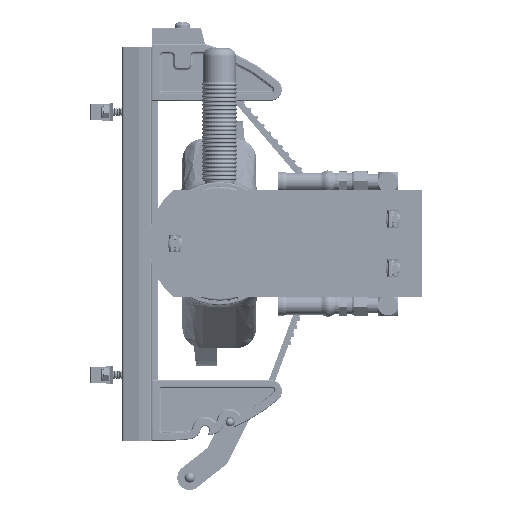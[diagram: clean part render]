
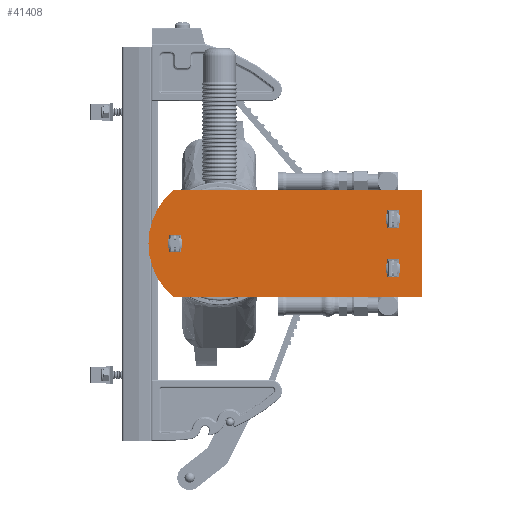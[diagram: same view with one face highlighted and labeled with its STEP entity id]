
A CAD part, front view. The second image highlights one B-rep face of the part: STEP entity #41408.
In plain terms, the highlighted planar face has unit normal (0, -1, 0).
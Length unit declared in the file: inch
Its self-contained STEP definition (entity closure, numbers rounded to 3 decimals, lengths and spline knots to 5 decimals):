
#2493 = CIRCLE ( 'NONE', #100724, 0.133 ) ;
#3448 = ORIENTED_EDGE ( 'NONE', *, *, #111844, .F. ) ;
#4794 = DIRECTION ( 'NONE',  ( 0., 0., 1. ) ) ;
#4994 = CARTESIAN_POINT ( 'NONE',  ( -3.375, 0., 0.133 ) ) ;
#5743 = VERTEX_POINT ( 'NONE', #4994 ) ;
#6018 = EDGE_CURVE ( 'NONE', #106829, #29380, #95415, .T. ) ;
#6406 = VERTEX_POINT ( 'NONE', #30032 ) ;
#8061 = EDGE_CURVE ( 'NONE', #26272, #100891, #2493, .T. ) ;
#8082 = CARTESIAN_POINT ( 'NONE',  ( 4.125, 0., 1.625 ) ) ;
#9923 = VERTEX_POINT ( 'NONE', #72892 ) ;
#11152 = EDGE_CURVE ( 'NONE', #51977, #106829, #100242, .T. ) ;
#11201 = FACE_BOUND ( 'NONE', #99700, .T. ) ;
#17719 = ORIENTED_EDGE ( 'NONE', *, *, #98804, .T. ) ;
#18738 = DIRECTION ( 'NONE',  ( 0., 1., 0. ) ) ;
#19056 = DIRECTION ( 'NONE',  ( 0., 0., 1. ) ) ;
#19437 = CIRCLE ( 'NONE', #77693, 0.133 ) ;
#20314 = DIRECTION ( 'NONE',  ( 1., 0., 0. ) ) ;
#20655 = ORIENTED_EDGE ( 'NONE', *, *, #79298, .T. ) ;
#25670 = ORIENTED_EDGE ( 'NONE', *, *, #11152, .F. ) ;
#26272 = VERTEX_POINT ( 'NONE', #112501 ) ;
#29380 = VERTEX_POINT ( 'NONE', #44944 ) ;
#29540 = VECTOR ( 'NONE', #32399, 39.37008 ) ;
#29609 = DIRECTION ( 'NONE',  ( 0., 1., 0. ) ) ;
#30032 = CARTESIAN_POINT ( 'NONE',  ( -3.375, 0., -0.133 ) ) ;
#31924 = FACE_OUTER_BOUND ( 'NONE', #49941, .T. ) ;
#32399 = DIRECTION ( 'NONE',  ( 0., 0., -1. ) ) ;
#32702 = DIRECTION ( 'NONE',  ( 0., 1., 0. ) ) ;
#34810 = EDGE_CURVE ( 'NONE', #9923, #67675, #67413, .T. ) ;
#35192 = EDGE_CURVE ( 'NONE', #6406, #5743, #92303, .T. ) ;
#35802 = CARTESIAN_POINT ( 'NONE',  ( 4.125, 0., -1.625 ) ) ;
#36142 = EDGE_CURVE ( 'NONE', #108625, #51977, #49188, .T. ) ;
#39757 = CARTESIAN_POINT ( 'NONE',  ( 3.25, 0., 0.883 ) ) ;
#39854 = ORIENTED_EDGE ( 'NONE', *, *, #8061, .T. ) ;
#40300 = FACE_BOUND ( 'NONE', #80953, .T. ) ;
#41408 = ADVANCED_FACE ( 'NONE', ( #40300, #55406, #11201, #31924 ), #54233, .F. ) ;
#42892 = CIRCLE ( 'NONE', #90012, 0.133 ) ;
#43095 = CARTESIAN_POINT ( 'NONE',  ( -2.05198, 0., 0. ) ) ;
#43469 = CARTESIAN_POINT ( 'NONE',  ( 3.25, 0., 0.75 ) ) ;
#44444 = CIRCLE ( 'NONE', #64458, 0.133 ) ;
#44944 = CARTESIAN_POINT ( 'NONE',  ( -3.4375, 0., -1.625 ) ) ;
#45040 = DIRECTION ( 'NONE',  ( -1., 0., 0. ) ) ;
#48456 = DIRECTION ( 'NONE',  ( 0., 1., 0. ) ) ;
#49188 = LINE ( 'NONE', #109059, #64370 ) ;
#49941 = EDGE_LOOP ( 'NONE', ( #25670, #55855, #3448, #102583 ) ) ;
#51961 = DIRECTION ( 'NONE',  ( 0., 0., 1. ) ) ;
#51977 = VERTEX_POINT ( 'NONE', #8082 ) ;
#52325 = DIRECTION ( 'NONE',  ( 0., 0., 1. ) ) ;
#54233 = PLANE ( 'NONE',  #82063 ) ;
#55406 = FACE_BOUND ( 'NONE', #86175, .T. ) ;
#55855 = ORIENTED_EDGE ( 'NONE', *, *, #36142, .F. ) ;
#57708 = DIRECTION ( 'NONE',  ( 0., 1., 0. ) ) ;
#61523 = CARTESIAN_POINT ( 'NONE',  ( 3.25, 0., -0.617 ) ) ;
#62795 = EDGE_CURVE ( 'NONE', #5743, #6406, #19437, .T. ) ;
#64370 = VECTOR ( 'NONE', #20314, 39.37008 ) ;
#64458 = AXIS2_PLACEMENT_3D ( 'NONE', #43469, #105470, #52325 ) ;
#66220 = ORIENTED_EDGE ( 'NONE', *, *, #34810, .T. ) ;
#67413 = CIRCLE ( 'NONE', #71192, 0.133 ) ;
#67675 = VERTEX_POINT ( 'NONE', #39757 ) ;
#68408 = AXIS2_PLACEMENT_3D ( 'NONE', #43095, #105087, #51961 ) ;
#69025 = VECTOR ( 'NONE', #45040, 39.37008 ) ;
#71192 = AXIS2_PLACEMENT_3D ( 'NONE', #85729, #32702, #94653 ) ;
#71709 = CARTESIAN_POINT ( 'NONE',  ( -3.375, 0., 0. ) ) ;
#72049 = DIRECTION ( 'NONE',  ( 0., 1., 0. ) ) ;
#72892 = CARTESIAN_POINT ( 'NONE',  ( 3.25, 0., 0.617 ) ) ;
#77693 = AXIS2_PLACEMENT_3D ( 'NONE', #71709, #18738, #80633 ) ;
#79298 = EDGE_CURVE ( 'NONE', #100891, #26272, #42892, .T. ) ;
#79865 = CARTESIAN_POINT ( 'NONE',  ( -3.4375, 0., -1.625 ) ) ;
#80633 = DIRECTION ( 'NONE',  ( 0., 0., 1. ) ) ;
#80953 = EDGE_LOOP ( 'NONE', ( #114044, #91250 ) ) ;
#82063 = AXIS2_PLACEMENT_3D ( 'NONE', #98433, #72049, #19056 ) ;
#82539 = CARTESIAN_POINT ( 'NONE',  ( -3.4375, 0., 1.625 ) ) ;
#82619 = CARTESIAN_POINT ( 'NONE',  ( 3.25, 0., -0.75 ) ) ;
#85729 = CARTESIAN_POINT ( 'NONE',  ( 3.25, 0., 0.75 ) ) ;
#86175 = EDGE_LOOP ( 'NONE', ( #20655, #39854 ) ) ;
#86860 = AXIS2_PLACEMENT_3D ( 'NONE', #110868, #57708, #4794 ) ;
#90012 = AXIS2_PLACEMENT_3D ( 'NONE', #101590, #48456, #110530 ) ;
#91250 = ORIENTED_EDGE ( 'NONE', *, *, #35192, .T. ) ;
#91541 = DIRECTION ( 'NONE',  ( 0., 0., 1. ) ) ;
#92303 = CIRCLE ( 'NONE', #86860, 0.133 ) ;
#94653 = DIRECTION ( 'NONE',  ( 0., 0., 1. ) ) ;
#95415 = LINE ( 'NONE', #79865, #69025 ) ;
#98433 = CARTESIAN_POINT ( 'NONE',  ( -2.05198, 0., 0. ) ) ;
#98804 = EDGE_CURVE ( 'NONE', #67675, #9923, #44444, .T. ) ;
#99700 = EDGE_LOOP ( 'NONE', ( #17719, #66220 ) ) ;
#100242 = LINE ( 'NONE', #111864, #29540 ) ;
#100724 = AXIS2_PLACEMENT_3D ( 'NONE', #82619, #29609, #91541 ) ;
#100891 = VERTEX_POINT ( 'NONE', #61523 ) ;
#101590 = CARTESIAN_POINT ( 'NONE',  ( 3.25, 0., -0.75 ) ) ;
#102583 = ORIENTED_EDGE ( 'NONE', *, *, #6018, .F. ) ;
#103337 = CIRCLE ( 'NONE', #68408, 2.13548 ) ;
#105087 = DIRECTION ( 'NONE',  ( 0., 1., 0. ) ) ;
#105470 = DIRECTION ( 'NONE',  ( 0., 1., 0. ) ) ;
#106829 = VERTEX_POINT ( 'NONE', #35802 ) ;
#108625 = VERTEX_POINT ( 'NONE', #82539 ) ;
#109059 = CARTESIAN_POINT ( 'NONE',  ( -3.4375, 0., 1.625 ) ) ;
#110530 = DIRECTION ( 'NONE',  ( 0., 0., 1. ) ) ;
#110868 = CARTESIAN_POINT ( 'NONE',  ( -3.375, 0., 0. ) ) ;
#111844 = EDGE_CURVE ( 'NONE', #29380, #108625, #103337, .T. ) ;
#111864 = CARTESIAN_POINT ( 'NONE',  ( 4.125, 0., -1.625 ) ) ;
#112501 = CARTESIAN_POINT ( 'NONE',  ( 3.25, 0., -0.883 ) ) ;
#114044 = ORIENTED_EDGE ( 'NONE', *, *, #62795, .T. ) ;
